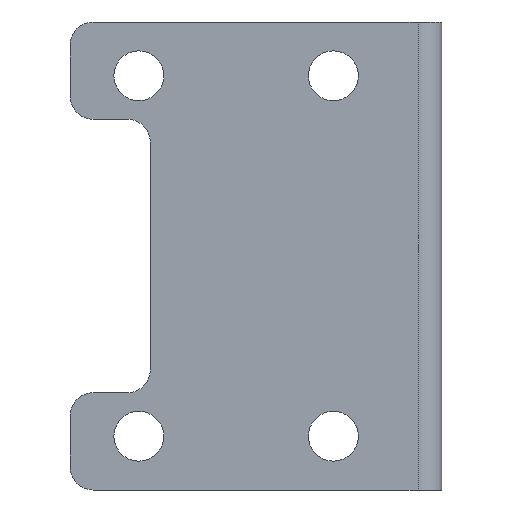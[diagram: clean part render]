
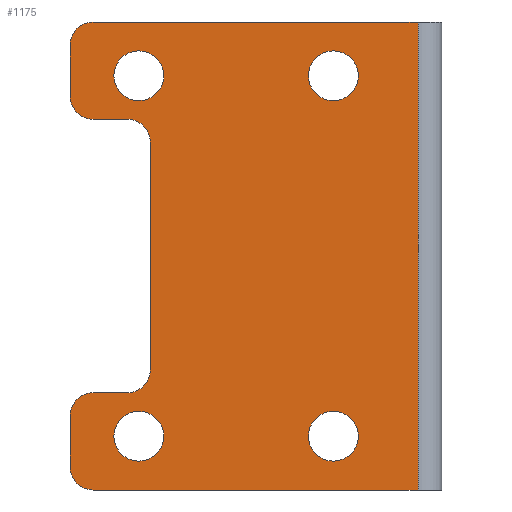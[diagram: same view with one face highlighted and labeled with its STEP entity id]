
A CAD part, left-side view. The second image highlights one B-rep face of the part: STEP entity #1175.
In plain terms, the highlighted planar face has unit normal (-1, 0, 0).
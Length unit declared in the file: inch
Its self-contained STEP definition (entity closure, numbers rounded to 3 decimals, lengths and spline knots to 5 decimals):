
#161=DIRECTION('',(0.,0.,-1.));
#162=VECTOR('',#161,2.045);
#163=CARTESIAN_POINT('',(0.,0.104,0.));
#164=LINE('',#163,#162);
#326=CARTESIAN_POINT('',(0.,1.524,-0.325));
#327=DIRECTION('',(-1.,0.,0.));
#328=DIRECTION('',(0.,1.,0.));
#329=AXIS2_PLACEMENT_3D('',#326,#327,#328);
#331=DIRECTION('',(0.,0.,-1.));
#332=VECTOR('',#331,0.225);
#333=CARTESIAN_POINT('',(0.,1.624,-0.1));
#334=LINE('',#333,#332);
#335=DIRECTION('',(0.,0.,-1.));
#336=VECTOR('',#335,0.225);
#337=CARTESIAN_POINT('',(0.,1.624,-1.72));
#338=LINE('',#337,#336);
#339=DIRECTION('',(0.,-1.,0.));
#340=VECTOR('',#339,0.15);
#341=CARTESIAN_POINT('',(0.,1.524,-1.62));
#342=LINE('',#341,#340);
#343=DIRECTION('',(0.,0.,1.));
#344=VECTOR('',#343,0.995);
#345=CARTESIAN_POINT('',(0.,1.274,-1.52));
#346=LINE('',#345,#344);
#347=DIRECTION('',(0.,-1.,0.));
#348=VECTOR('',#347,0.15);
#349=CARTESIAN_POINT('',(0.,1.524,-0.425));
#350=LINE('',#349,#348);
#351=CARTESIAN_POINT('',(0.,0.474,-1.81));
#352=DIRECTION('',(1.,0.,0.));
#353=DIRECTION('',(0.,0.,-1.));
#354=AXIS2_PLACEMENT_3D('',#351,#352,#353);
#356=CARTESIAN_POINT('',(0.,0.474,-1.81));
#357=DIRECTION('',(1.,0.,0.));
#358=DIRECTION('',(0.,0.,1.));
#359=AXIS2_PLACEMENT_3D('',#356,#357,#358);
#361=CARTESIAN_POINT('',(0.,0.474,-0.235));
#362=DIRECTION('',(1.,0.,0.));
#363=DIRECTION('',(0.,0.,-1.));
#364=AXIS2_PLACEMENT_3D('',#361,#362,#363);
#366=CARTESIAN_POINT('',(0.,0.474,-0.235));
#367=DIRECTION('',(1.,0.,0.));
#368=DIRECTION('',(0.,0.,1.));
#369=AXIS2_PLACEMENT_3D('',#366,#367,#368);
#371=CARTESIAN_POINT('',(0.,1.324,-0.235));
#372=DIRECTION('',(1.,0.,0.));
#373=DIRECTION('',(0.,0.,-1.));
#374=AXIS2_PLACEMENT_3D('',#371,#372,#373);
#376=CARTESIAN_POINT('',(0.,1.324,-0.235));
#377=DIRECTION('',(1.,0.,0.));
#378=DIRECTION('',(0.,0.,1.));
#379=AXIS2_PLACEMENT_3D('',#376,#377,#378);
#381=CARTESIAN_POINT('',(0.,1.324,-1.81));
#382=DIRECTION('',(1.,0.,0.));
#383=DIRECTION('',(0.,0.,-1.));
#384=AXIS2_PLACEMENT_3D('',#381,#382,#383);
#386=CARTESIAN_POINT('',(0.,1.324,-1.81));
#387=DIRECTION('',(1.,0.,0.));
#388=DIRECTION('',(0.,0.,1.));
#389=AXIS2_PLACEMENT_3D('',#386,#387,#388);
#395=CARTESIAN_POINT('',(0.,1.524,-0.1));
#396=DIRECTION('',(-1.,0.,0.));
#397=DIRECTION('',(0.,0.,1.));
#398=AXIS2_PLACEMENT_3D('',#395,#396,#397);
#413=DIRECTION('',(0.,-1.,0.));
#414=VECTOR('',#413,1.42);
#415=CARTESIAN_POINT('',(0.,1.524,0.));
#416=LINE('',#415,#414);
#417=DIRECTION('',(0.,-1.,0.));
#418=VECTOR('',#417,1.42);
#419=CARTESIAN_POINT('',(0.,1.524,-2.045));
#420=LINE('',#419,#418);
#433=CARTESIAN_POINT('',(0.,1.524,-1.945));
#434=DIRECTION('',(-1.,0.,0.));
#435=DIRECTION('',(0.,1.,0.));
#436=AXIS2_PLACEMENT_3D('',#433,#434,#435);
#460=CARTESIAN_POINT('',(0.,1.524,-1.72));
#461=DIRECTION('',(-1.,0.,0.));
#462=DIRECTION('',(0.,0.,1.));
#463=AXIS2_PLACEMENT_3D('',#460,#461,#462);
#478=CARTESIAN_POINT('',(0.,1.374,-1.52));
#479=DIRECTION('',(1.,0.,0.));
#480=DIRECTION('',(0.,-1.,0.));
#481=AXIS2_PLACEMENT_3D('',#478,#479,#480);
#496=CARTESIAN_POINT('',(0.,1.374,-0.525));
#497=DIRECTION('',(1.,0.,0.));
#498=DIRECTION('',(0.,0.,1.));
#499=AXIS2_PLACEMENT_3D('',#496,#497,#498);
#553=CARTESIAN_POINT('',(0.,0.104,0.));
#554=VERTEX_POINT('',#553);
#555=CARTESIAN_POINT('',(0.,0.104,-2.045));
#557=VERTEX_POINT('',#555);
#566=CARTESIAN_POINT('',(0.,1.374,-1.62));
#568=VERTEX_POINT('',#566);
#570=CARTESIAN_POINT('',(0.,1.274,-1.52));
#572=VERTEX_POINT('',#570);
#574=CARTESIAN_POINT('',(0.,1.274,-0.525));
#576=VERTEX_POINT('',#574);
#578=CARTESIAN_POINT('',(0.,1.374,-0.425));
#580=VERTEX_POINT('',#578);
#597=CARTESIAN_POINT('',(0.,1.524,-0.425));
#599=VERTEX_POINT('',#597);
#603=CARTESIAN_POINT('',(0.,1.624,-0.325));
#604=VERTEX_POINT('',#603);
#605=CARTESIAN_POINT('',(0.,1.624,-1.72));
#607=VERTEX_POINT('',#605);
#611=CARTESIAN_POINT('',(0.,1.524,-1.62));
#612=VERTEX_POINT('',#611);
#645=CARTESIAN_POINT('',(0.,1.324,-1.919));
#646=CARTESIAN_POINT('',(0.,1.324,-1.701));
#647=VERTEX_POINT('',#645);
#648=VERTEX_POINT('',#646);
#649=CARTESIAN_POINT('',(0.,1.324,-0.344));
#650=CARTESIAN_POINT('',(0.,1.324,-0.126));
#651=VERTEX_POINT('',#649);
#652=VERTEX_POINT('',#650);
#653=CARTESIAN_POINT('',(0.,0.474,-0.344));
#654=CARTESIAN_POINT('',(0.,0.474,-0.126));
#655=VERTEX_POINT('',#653);
#656=VERTEX_POINT('',#654);
#657=CARTESIAN_POINT('',(0.,0.474,-1.919));
#658=CARTESIAN_POINT('',(0.,0.474,-1.701));
#659=VERTEX_POINT('',#657);
#660=VERTEX_POINT('',#658);
#681=CARTESIAN_POINT('',(0.,1.624,-0.1));
#682=VERTEX_POINT('',#681);
#683=CARTESIAN_POINT('',(0.,1.624,-1.945));
#684=VERTEX_POINT('',#683);
#694=CARTESIAN_POINT('',(0.,1.524,0.));
#696=VERTEX_POINT('',#694);
#697=CARTESIAN_POINT('',(0.,1.524,-2.045));
#698=VERTEX_POINT('',#697);
#1119=CARTESIAN_POINT('',(0.,1.624,0.));
#1120=DIRECTION('',(-1.,0.,0.));
#1121=DIRECTION('',(0.,-1.,0.));
#1122=AXIS2_PLACEMENT_3D('',#1119,#1120,#1121);
#1123=PLANE('',#1122);
#1124=ORIENTED_EDGE('',*,*,#1100,.F.);
#1126=ORIENTED_EDGE('',*,*,#1125,.F.);
#1128=ORIENTED_EDGE('',*,*,#1127,.F.);
#1130=ORIENTED_EDGE('',*,*,#1129,.T.);
#1131=ORIENTED_EDGE('',*,*,#922,.T.);
#1133=ORIENTED_EDGE('',*,*,#1132,.F.);
#1135=ORIENTED_EDGE('',*,*,#1134,.F.);
#1137=ORIENTED_EDGE('',*,*,#1136,.F.);
#1139=ORIENTED_EDGE('',*,*,#1138,.F.);
#1141=ORIENTED_EDGE('',*,*,#1140,.T.);
#1143=ORIENTED_EDGE('',*,*,#1142,.F.);
#1145=ORIENTED_EDGE('',*,*,#1144,.T.);
#1147=ORIENTED_EDGE('',*,*,#1146,.F.);
#1148=ORIENTED_EDGE('',*,*,#1111,.F.);
#1149=EDGE_LOOP('',(#1124,#1126,#1128,#1130,#1131,#1133,#1135,#1137,#1139,#1141,
#1143,#1145,#1147,#1148));
#1150=FACE_OUTER_BOUND('',#1149,.F.);
#1152=ORIENTED_EDGE('',*,*,#1151,.F.);
#1154=ORIENTED_EDGE('',*,*,#1153,.F.);
#1155=EDGE_LOOP('',(#1152,#1154));
#1156=FACE_BOUND('',#1155,.F.);
#1158=ORIENTED_EDGE('',*,*,#1157,.F.);
#1160=ORIENTED_EDGE('',*,*,#1159,.F.);
#1161=EDGE_LOOP('',(#1158,#1160));
#1162=FACE_BOUND('',#1161,.F.);
#1164=ORIENTED_EDGE('',*,*,#1163,.F.);
#1166=ORIENTED_EDGE('',*,*,#1165,.F.);
#1167=EDGE_LOOP('',(#1164,#1166));
#1168=FACE_BOUND('',#1167,.F.);
#1170=ORIENTED_EDGE('',*,*,#1169,.F.);
#1172=ORIENTED_EDGE('',*,*,#1171,.F.);
#1173=EDGE_LOOP('',(#1170,#1172));
#1174=FACE_BOUND('',#1173,.F.);
#1175=ADVANCED_FACE('',(#1150,#1156,#1162,#1168,#1174),#1123,.T.);
#330=CIRCLE('',#329,0.1);
#355=CIRCLE('',#354,0.109);
#360=CIRCLE('',#359,0.109);
#365=CIRCLE('',#364,0.109);
#370=CIRCLE('',#369,0.109);
#375=CIRCLE('',#374,0.109);
#380=CIRCLE('',#379,0.109);
#385=CIRCLE('',#384,0.109);
#390=CIRCLE('',#389,0.109);
#399=CIRCLE('',#398,0.1);
#437=CIRCLE('',#436,0.1);
#464=CIRCLE('',#463,0.1);
#482=CIRCLE('',#481,0.1);
#500=CIRCLE('',#499,0.1);
#922=EDGE_CURVE('',#554,#557,#164,.T.);
#1100=EDGE_CURVE('',#604,#599,#330,.T.);
#1111=EDGE_CURVE('',#599,#580,#350,.T.);
#1125=EDGE_CURVE('',#682,#604,#334,.T.);
#1127=EDGE_CURVE('',#696,#682,#399,.T.);
#1129=EDGE_CURVE('',#696,#554,#416,.T.);
#1132=EDGE_CURVE('',#698,#557,#420,.T.);
#1134=EDGE_CURVE('',#684,#698,#437,.T.);
#1136=EDGE_CURVE('',#607,#684,#338,.T.);
#1138=EDGE_CURVE('',#612,#607,#464,.T.);
#1140=EDGE_CURVE('',#612,#568,#342,.T.);
#1142=EDGE_CURVE('',#572,#568,#482,.T.);
#1144=EDGE_CURVE('',#572,#576,#346,.T.);
#1146=EDGE_CURVE('',#580,#576,#500,.T.);
#1151=EDGE_CURVE('',#659,#660,#355,.T.);
#1153=EDGE_CURVE('',#660,#659,#360,.T.);
#1157=EDGE_CURVE('',#655,#656,#365,.T.);
#1159=EDGE_CURVE('',#656,#655,#370,.T.);
#1163=EDGE_CURVE('',#651,#652,#375,.T.);
#1165=EDGE_CURVE('',#652,#651,#380,.T.);
#1169=EDGE_CURVE('',#647,#648,#385,.T.);
#1171=EDGE_CURVE('',#648,#647,#390,.T.);
